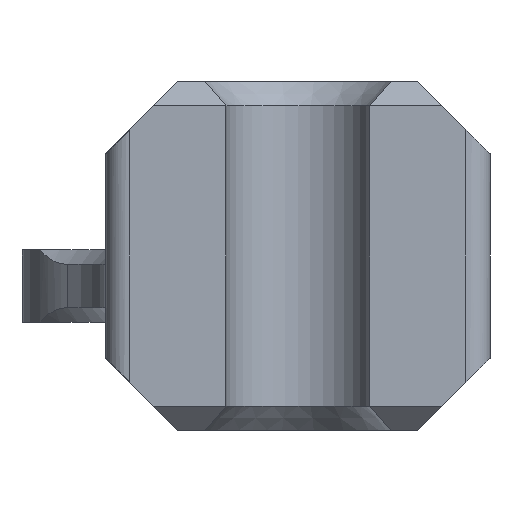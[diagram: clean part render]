
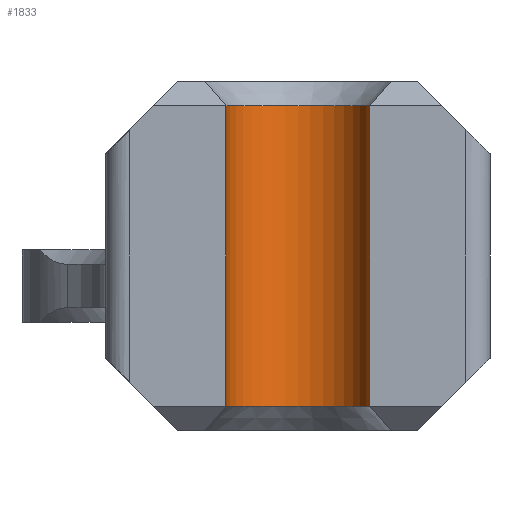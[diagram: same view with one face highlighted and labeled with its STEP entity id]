
A CAD part, left-side view. The second image highlights one B-rep face of the part: STEP entity #1833.
In plain terms, the highlighted cylindrical face has radius 1.5 mm (diameter 3 mm), a partial arc.
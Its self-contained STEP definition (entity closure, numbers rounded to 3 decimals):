
#25=CYLINDRICAL_SURFACE('',#2034,1.5);
#187=FACE_OUTER_BOUND('',#295,.T.);
#295=EDGE_LOOP('',(#1575,#1576,#1577,#1578));
#416=LINE('',#2935,#592);
#476=LINE('',#3144,#652);
#592=VECTOR('',#2322,10.);
#652=VECTOR('',#2508,10.);
#755=CIRCLE('',#2029,1.5);
#756=CIRCLE('',#2032,1.5);
#885=VERTEX_POINT('',#2932);
#886=VERTEX_POINT('',#2934);
#891=VERTEX_POINT('',#2953);
#940=VERTEX_POINT('',#3134);
#1082=EDGE_CURVE('',#885,#886,#416,.T.);
#1171=EDGE_CURVE('',#891,#885,#755,.T.);
#1174=EDGE_CURVE('',#886,#940,#756,.T.);
#1176=EDGE_CURVE('',#940,#891,#476,.T.);
#1575=ORIENTED_EDGE('',*,*,#1171,.F.);
#1576=ORIENTED_EDGE('',*,*,#1176,.F.);
#1577=ORIENTED_EDGE('',*,*,#1174,.F.);
#1578=ORIENTED_EDGE('',*,*,#1082,.F.);
#1833=ADVANCED_FACE('',(#187),#25,.F.);
#2029=AXIS2_PLACEMENT_3D('',#3132,#2496,#2497);
#2032=AXIS2_PLACEMENT_3D('',#3141,#2503,#2504);
#2034=AXIS2_PLACEMENT_3D('',#3145,#2509,#2510);
#2322=DIRECTION('',(0.,0.,-1.));
#2496=DIRECTION('center_axis',(0.,0.,-1.));
#2497=DIRECTION('ref_axis',(1.,0.,0.));
#2503=DIRECTION('center_axis',(0.,0.,1.));
#2504=DIRECTION('ref_axis',(1.,0.,0.));
#2508=DIRECTION('',(0.,0.,1.));
#2509=DIRECTION('center_axis',(0.,0.,1.));
#2510=DIRECTION('ref_axis',(1.,0.,0.));
#2932=CARTESIAN_POINT('',(-27.85,-0.35,4.5));
#2934=CARTESIAN_POINT('',(-27.85,-0.35,-1.75));
#2935=CARTESIAN_POINT('',(-27.85,-0.35,0.));
#2953=CARTESIAN_POINT('',(-27.85,2.65,4.5));
#3132=CARTESIAN_POINT('Origin',(-27.85,1.15,4.5));
#3134=CARTESIAN_POINT('',(-27.85,2.65,-1.75));
#3141=CARTESIAN_POINT('Origin',(-27.85,1.15,-1.75));
#3144=CARTESIAN_POINT('',(-27.85,2.65,0.));
#3145=CARTESIAN_POINT('Origin',(-27.85,1.15,0.));
